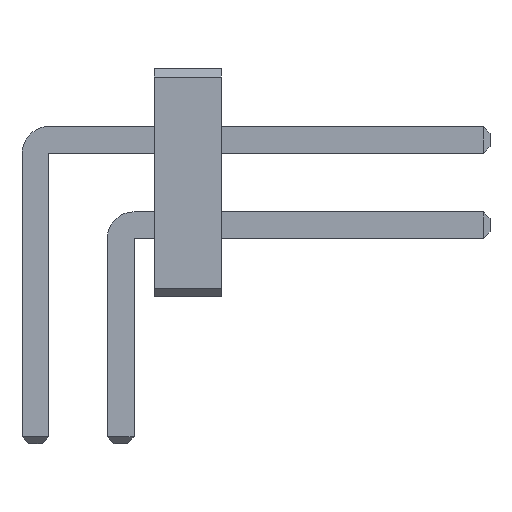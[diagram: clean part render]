
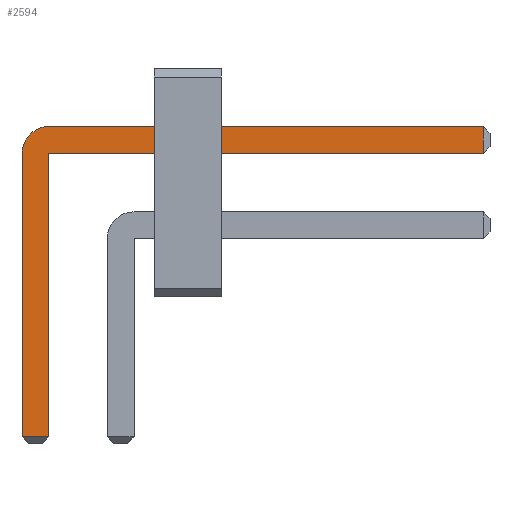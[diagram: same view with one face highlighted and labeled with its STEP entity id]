
A CAD part, front view. The second image highlights one B-rep face of the part: STEP entity #2594.
In plain terms, the highlighted planar face has unit normal (0, -1, 0).
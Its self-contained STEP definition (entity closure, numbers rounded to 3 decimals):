
#13=DIRECTION('',(0.,0.,1.));
#1126=VECTOR('',#13,1.);
#2396=VECTOR('',#2397,1.);
#2397=DIRECTION('',(1.,0.,0.));
#2403=VECTOR('',#2404,1.);
#2404=DIRECTION('',(0.,0.,-1.));
#2411=VECTOR('',#2412,1.);
#2412=DIRECTION('',(-1.,0.,0.));
#2433=DIRECTION('',(-0.,1.,0.));
#2437=DIRECTION('',(0.,1.,0.));
#2438=DIRECTION('',(0.,0.,1.));
#2445=VERTEX_POINT('',#2446);
#2446=CARTESIAN_POINT('',(0.2,-23.06,2.535));
#2448=ORIENTED_EDGE('',*,*,#2449,.T.);
#2449=EDGE_CURVE('',#2445,#2450,#2452,.T.);
#2450=VERTEX_POINT('',#2451);
#2451=CARTESIAN_POINT('',(6.67,-23.06,2.535));
#2452=LINE('',#2453,#2396);
#2453=CARTESIAN_POINT('',(-0.2,-23.06,2.535));
#2490=EDGE_CURVE('',#2491,#2445,#2493,.T.);
#2491=VERTEX_POINT('',#2492);
#2492=CARTESIAN_POINT('',(-0.2,-23.06,2.135));
#2493=CIRCLE('',#2494,0.4);
#2494=AXIS2_PLACEMENT_3D('',#2495,#2433,#2404);
#2495=CARTESIAN_POINT('',(0.2,-23.06,2.135));
#2507=VERTEX_POINT('',#2508);
#2508=CARTESIAN_POINT('',(6.67,-23.06,2.135));
#2510=ORIENTED_EDGE('',*,*,#2511,.T.);
#2511=EDGE_CURVE('',#2507,#2512,#2513,.T.);
#2512=VERTEX_POINT('',#2495);
#2513=LINE('',#2514,#2411);
#2514=CARTESIAN_POINT('',(6.77,-23.06,2.135));
#2526=VERTEX_POINT('',#2527);
#2527=CARTESIAN_POINT('',(-0.2,-23.06,-2.085));
#2529=ORIENTED_EDGE('',*,*,#2530,.T.);
#2530=EDGE_CURVE('',#2526,#2491,#2531,.T.);
#2531=LINE('',#2532,#1126);
#2532=CARTESIAN_POINT('',(-0.2,-23.06,-2.185));
#2540=ORIENTED_EDGE('',*,*,#2541,.T.);
#2541=EDGE_CURVE('',#2512,#2542,#2544,.T.);
#2542=VERTEX_POINT('',#2543);
#2543=CARTESIAN_POINT('',(0.2,-23.06,-2.085));
#2544=LINE('',#2495,#2403);
#2594=ADVANCED_FACE('',(#2595),#2604,.F.);
#2595=FACE_BOUND('',#2596,.F.);
#2596=EDGE_LOOP('',(#2448,#2597,#2510,#2540,#2600,#2529,#2603));
#2597=ORIENTED_EDGE('',*,*,#2598,.T.);
#2598=EDGE_CURVE('',#2450,#2507,#2599,.T.);
#2599=LINE('',#2451,#2403);
#2600=ORIENTED_EDGE('',*,*,#2601,.T.);
#2601=EDGE_CURVE('',#2542,#2526,#2602,.T.);
#2602=LINE('',#2543,#2411);
#2603=ORIENTED_EDGE('',*,*,#2490,.T.);
#2604=PLANE('',#2605);
#2605=AXIS2_PLACEMENT_3D('',#2606,#2437,#2438);
#2606=CARTESIAN_POINT('',(2.071,-23.06,1.389));
